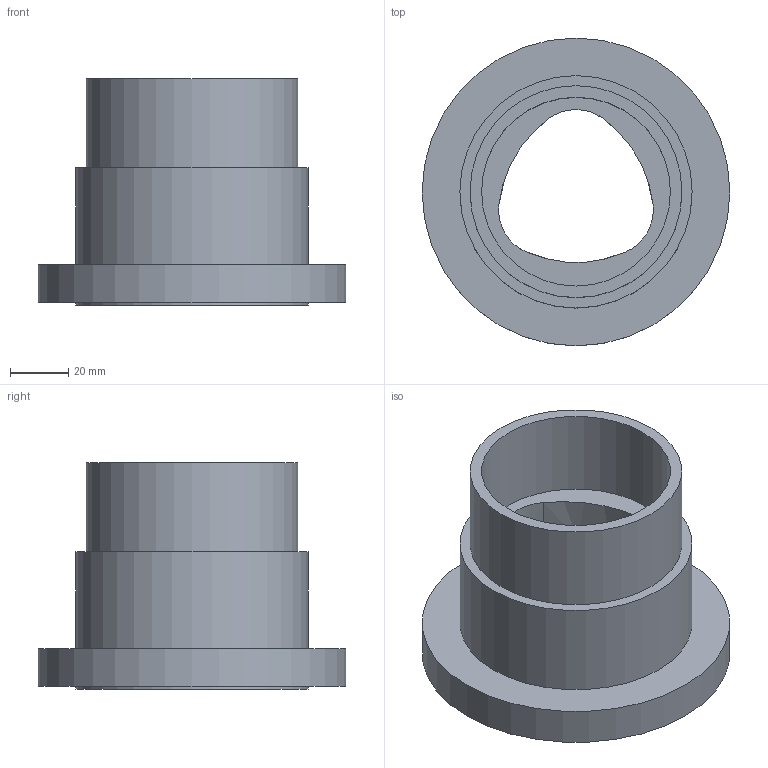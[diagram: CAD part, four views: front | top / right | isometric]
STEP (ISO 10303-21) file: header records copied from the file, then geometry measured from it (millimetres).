
FILE_DESCRIPTION(/* description */ (''),/* implementation_level */ '2;1');
FILE_NAME(/* name */ '1573131658793.stp',/* time_stamp */ '2019-11-07T14:01:06+01:00',/* author */ (''),/* organization */ ('SMS'),/* preprocessor_version */ 'ST-DEVELOPER v16.7',/* originating_system */ 'SIEMENS PLM Software NX 12.0',/* authorisation */ '');
FILE_SCHEMA (('AUTOMOTIVE_DESIGN { 1 0 10303 214 3 1 1 1 }'));
Length unit declared in the file: millimetre
Products named in the file (1): 202673577mod000_00
Bounding box: 106 x 106 x 78 mm (x, y, z)
Volume: 207904 mm3; surface area: 47459.6 mm2
Topology: 1 solids, 1 shells, 17 faces, 35 edges, 27 vertices
Faces by surface type: plane 6, cone 6, cylinder 5
Full cylindrical faces by diameter (mm): 65 x1, 73 x1, 80 x1, 80.025 x1, 106 x1
Entity records: 497 total; most frequent: DIRECTION 92, CARTESIAN_POINT 74, ORIENTED_EDGE 56, AXIS2_PLACEMENT_3D 43, EDGE_LOOP 28, EDGE_CURVE 28, FACE_BOUND 22, VERTEX_POINT 22
